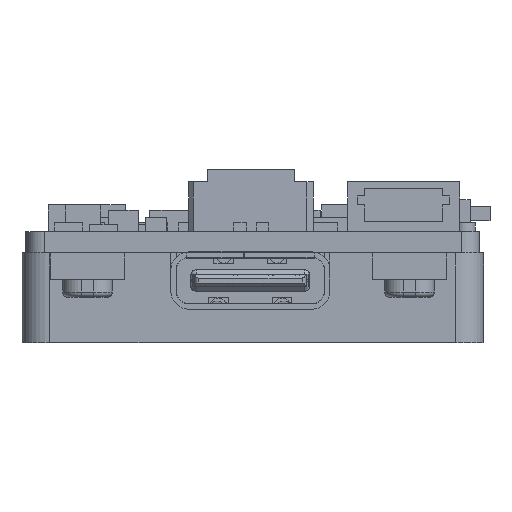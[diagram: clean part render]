
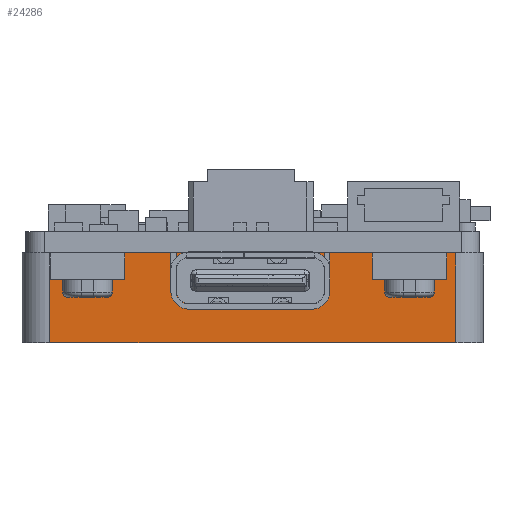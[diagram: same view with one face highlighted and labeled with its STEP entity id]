
A CAD part, front view. The second image highlights one B-rep face of the part: STEP entity #24286.
In plain terms, the highlighted planar face has unit normal (0, -1, 0).
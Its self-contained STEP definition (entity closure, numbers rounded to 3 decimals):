
#658=PLANE('',#25924);
#1907=FACE_OUTER_BOUND('',#3224,.T.);
#3224=EDGE_LOOP('',(#19522,#19523,#19524,#19525));
#5336=LINE('',#36496,#8431);
#5337=LINE('',#36499,#8432);
#5338=LINE('',#36501,#8433);
#5339=LINE('',#36502,#8434);
#8431=VECTOR('',#29653,10.);
#8432=VECTOR('',#29656,10.);
#8433=VECTOR('',#29657,10.);
#8434=VECTOR('',#29658,10.);
#11714=VERTEX_POINT('',#36490);
#11716=VERTEX_POINT('',#36494);
#11717=VERTEX_POINT('',#36498);
#11718=VERTEX_POINT('',#36500);
#14544=EDGE_CURVE('',#11714,#11716,#5336,.T.);
#14545=EDGE_CURVE('',#11717,#11714,#5337,.T.);
#14546=EDGE_CURVE('',#11718,#11716,#5338,.T.);
#14547=EDGE_CURVE('',#11717,#11718,#5339,.T.);
#19522=ORIENTED_EDGE('',*,*,#14545,.T.);
#19523=ORIENTED_EDGE('',*,*,#14544,.T.);
#19524=ORIENTED_EDGE('',*,*,#14546,.F.);
#19525=ORIENTED_EDGE('',*,*,#14547,.F.);
#24286=ADVANCED_FACE('',(#1907),#658,.T.);
#25924=AXIS2_PLACEMENT_3D('',#36497,#29654,#29655);
#29653=DIRECTION('',(0.,0.,1.));
#29654=DIRECTION('center_axis',(0.,-1.,0.));
#29655=DIRECTION('ref_axis',(1.,0.,0.));
#29656=DIRECTION('',(1.,0.,0.));
#29657=DIRECTION('',(1.,0.,0.));
#29658=DIRECTION('',(0.,0.,1.));
#36490=CARTESIAN_POINT('',(104.148,50.658,-5.468));
#36494=CARTESIAN_POINT('',(104.148,50.658,-0.418));
#36496=CARTESIAN_POINT('',(104.148,50.658,-5.468));
#36497=CARTESIAN_POINT('Origin',(81.322,50.658,-5.468));
#36498=CARTESIAN_POINT('',(81.322,50.658,-5.468));
#36499=CARTESIAN_POINT('',(81.322,50.658,-5.468));
#36500=CARTESIAN_POINT('',(81.322,50.658,-0.418));
#36501=CARTESIAN_POINT('',(81.322,50.658,-0.418));
#36502=CARTESIAN_POINT('',(81.322,50.658,-5.468));
